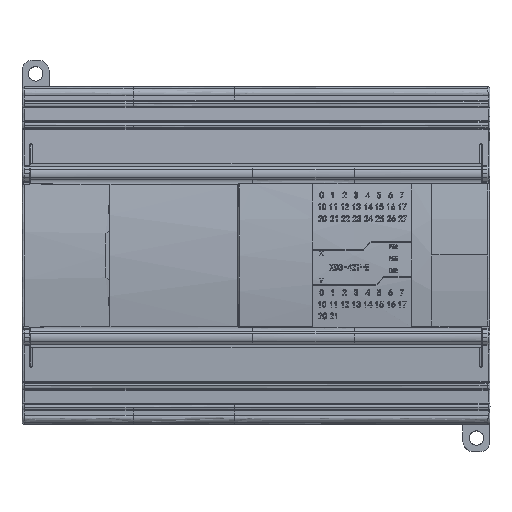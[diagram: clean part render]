
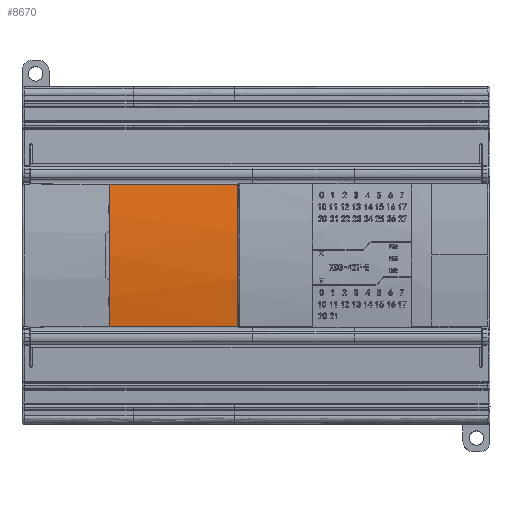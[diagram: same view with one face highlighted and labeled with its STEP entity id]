
A CAD part, top view. The second image highlights one B-rep face of the part: STEP entity #8670.
In plain terms, the highlighted cylindrical face has radius 128 mm (diameter 256 mm), a partial arc.
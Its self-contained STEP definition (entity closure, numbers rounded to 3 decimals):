
#1645=(
BOUNDED_CURVE()
B_SPLINE_CURVE(2,(#142258,#142259,#142260,#142261,#142262),
 .UNSPECIFIED.,.F.,.F.)
B_SPLINE_CURVE_WITH_KNOTS((3,2,3),(0.,12.029,24.059),
 .UNSPECIFIED.)
CURVE()
GEOMETRIC_REPRESENTATION_ITEM()
RATIONAL_B_SPLINE_CURVE((1.,0.999,1.,0.999,1.))
REPRESENTATION_ITEM('')
);
#1646=(
BOUNDED_CURVE()
B_SPLINE_CURVE(2,(#142319,#142320,#142321,#142322,#142323,#142324,#142325),
 .UNSPECIFIED.,.F.,.F.)
B_SPLINE_CURVE_WITH_KNOTS((3,2,2,3),(0.,21.215,21.215,
42.429),.UNSPECIFIED.)
CURVE()
GEOMETRIC_REPRESENTATION_ITEM()
RATIONAL_B_SPLINE_CURVE((1.,0.997,1.,1.,1.,0.997,
1.))
REPRESENTATION_ITEM('')
);
#2187=CYLINDRICAL_SURFACE('',#61508,128.);
#8670=ADVANCED_FACE('',(#12114),#2187,.T.);
#12114=FACE_OUTER_BOUND('',#15809,.T.);
#15809=EDGE_LOOP('',(#32582,#32583,#32584,#32585,#32586,#32587));
#32582=ORIENTED_EDGE('',*,*,#43404,.T.);
#32583=ORIENTED_EDGE('',*,*,#43405,.T.);
#32584=ORIENTED_EDGE('',*,*,#43369,.F.);
#32585=ORIENTED_EDGE('',*,*,#43406,.T.);
#32586=ORIENTED_EDGE('',*,*,#43407,.F.);
#32587=ORIENTED_EDGE('',*,*,#43353,.F.);
#43353=EDGE_CURVE('',#58149,#58146,#1645,.T.);
#43369=EDGE_CURVE('',#58160,#58155,#1646,.T.);
#43404=EDGE_CURVE('',#58149,#58156,#51437,.T.);
#43405=EDGE_CURVE('',#58156,#58155,#51438,.T.);
#43406=EDGE_CURVE('',#58160,#58165,#51439,.T.);
#43407=EDGE_CURVE('',#58146,#58165,#51440,.T.);
#51437=B_SPLINE_CURVE_WITH_KNOTS('',3,(#142424,#142425,#142426,#142427),
 .UNSPECIFIED.,.F.,.F.,(4,4),(0.,9.148),.UNSPECIFIED.);
#51438=B_SPLINE_CURVE_WITH_KNOTS('',3,(#142428,#142429,#142430,#142431),
 .UNSPECIFIED.,.F.,.F.,(4,4),(0.,37.857),.UNSPECIFIED.);
#51439=B_SPLINE_CURVE_WITH_KNOTS('',1,(#142432,#142433),.UNSPECIFIED.,.F.,
 .F.,(2,2),(0.,37.857),.UNSPECIFIED.);
#51440=B_SPLINE_CURVE_WITH_KNOTS('',3,(#142434,#142435,#142436,#142437,
#142438,#142439,#142440,#142441,#142442,#142443,#142444,#142445,#142446),
 .UNSPECIFIED.,.F.,.F.,(4,3,3,3,4),(-9.146,-6.507,
-3.869,-1.29,0.),.UNSPECIFIED.);
#58146=VERTEX_POINT('',#118531);
#58149=VERTEX_POINT('',#118534);
#58155=VERTEX_POINT('',#118540);
#58156=VERTEX_POINT('',#118541);
#58160=VERTEX_POINT('',#118545);
#58165=VERTEX_POINT('',#118550);
#61508=AXIS2_PLACEMENT_3D('',#110557,#64310,$);
#64310=DIRECTION('',(-1.,0.,0.));
#110557=CARTESIAN_POINT('',(-9.307,-49.261,-83.574));
#118531=CARTESIAN_POINT('',(-28.25,-37.258,43.862));
#118534=CARTESIAN_POINT('',(-28.25,-61.264,43.862));
#118540=CARTESIAN_POINT('',(9.607,-70.331,42.68));
#118541=CARTESIAN_POINT('',(-28.25,-70.331,42.68));
#118545=CARTESIAN_POINT('',(9.607,-28.191,42.68));
#118550=CARTESIAN_POINT('',(-28.25,-28.191,42.68));
#142258=CARTESIAN_POINT('',(-28.25,-61.264,43.862));
#142259=CARTESIAN_POINT('',(-28.25,-55.276,44.426));
#142260=CARTESIAN_POINT('',(-28.25,-49.261,44.426));
#142261=CARTESIAN_POINT('',(-28.25,-43.246,44.426));
#142262=CARTESIAN_POINT('',(-28.25,-37.258,43.862));
#142319=CARTESIAN_POINT('',(9.607,-28.191,42.68));
#142320=CARTESIAN_POINT('',(9.637,-38.654,44.426));
#142321=CARTESIAN_POINT('',(9.637,-49.261,44.426));
#142322=CARTESIAN_POINT('',(9.637,-49.261,44.426));
#142323=CARTESIAN_POINT('',(9.637,-49.261,44.426));
#142324=CARTESIAN_POINT('',(9.637,-59.868,44.426));
#142325=CARTESIAN_POINT('',(9.607,-70.331,42.68));
#142424=CARTESIAN_POINT('',(-28.25,-61.264,43.862));
#142425=CARTESIAN_POINT('',(-28.25,-64.299,43.577));
#142426=CARTESIAN_POINT('',(-28.25,-67.324,43.182));
#142427=CARTESIAN_POINT('',(-28.25,-70.331,42.68));
#142428=CARTESIAN_POINT('',(-28.25,-70.331,42.68));
#142429=CARTESIAN_POINT('',(-15.631,-70.331,42.68));
#142430=CARTESIAN_POINT('',(-3.012,-70.331,42.68));
#142431=CARTESIAN_POINT('',(9.607,-70.331,42.68));
#142432=CARTESIAN_POINT('',(9.607,-28.191,42.68));
#142433=CARTESIAN_POINT('',(-28.25,-28.191,42.68));
#142434=CARTESIAN_POINT('',(-28.25,-37.258,43.862));
#142435=CARTESIAN_POINT('',(-28.25,-36.382,43.78));
#142436=CARTESIAN_POINT('',(-28.25,-35.507,43.688));
#142437=CARTESIAN_POINT('',(-28.25,-34.634,43.588));
#142438=CARTESIAN_POINT('',(-28.25,-33.76,43.487));
#142439=CARTESIAN_POINT('',(-28.25,-32.888,43.378));
#142440=CARTESIAN_POINT('',(-28.25,-32.017,43.26));
#142441=CARTESIAN_POINT('',(-28.25,-31.165,43.144));
#142442=CARTESIAN_POINT('',(-28.25,-30.314,43.019));
#142443=CARTESIAN_POINT('',(-28.25,-29.464,42.886));
#142444=CARTESIAN_POINT('',(-28.25,-29.039,42.82));
#142445=CARTESIAN_POINT('',(-28.25,-28.615,42.751));
#142446=CARTESIAN_POINT('',(-28.25,-28.191,42.68));
